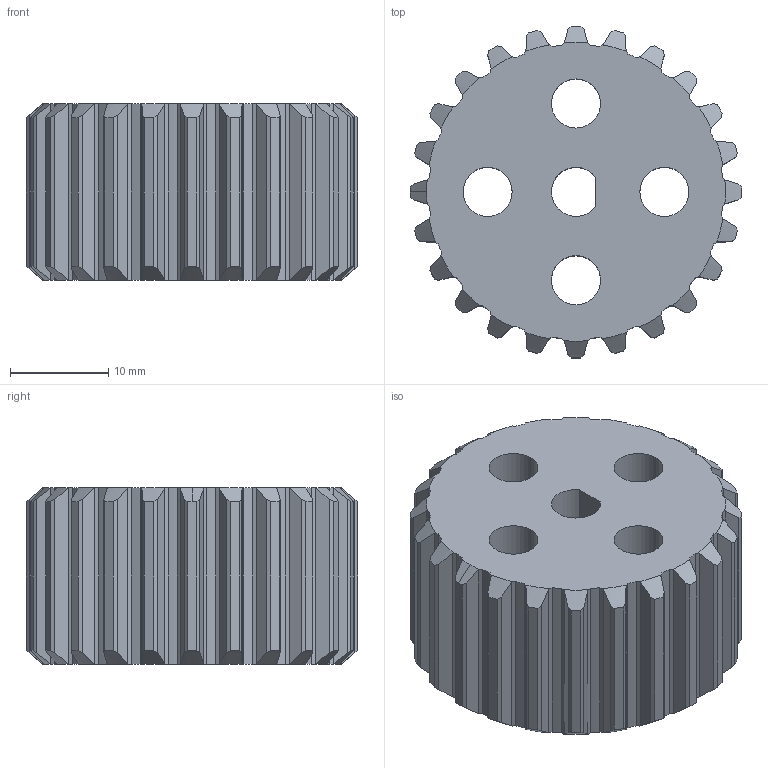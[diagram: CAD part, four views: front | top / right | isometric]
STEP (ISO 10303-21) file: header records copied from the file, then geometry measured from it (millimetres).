
FILE_DESCRIPTION (( 'STEP AP203' ), '1' );
FILE_NAME ('pinon3.STEP', '2020-04-15T04:57:56', ( '' ), ( '' ), 'SwSTEP 2.0', 'SolidWorks 2018', '' );
FILE_SCHEMA (( 'CONFIG_CONTROL_DESIGN' ));
Length unit declared in the file: millimetre
Products named in the file (1): pinon3
Bounding box: 33.79 x 33.79 x 18 mm (x, y, z)
Volume: 12506.4 mm3; surface area: 5453.7 mm2
Topology: 1 solids, 1 shells, 254 faces, 756 edges, 504 vertices
Faces by surface type: plane 147, cylinder 57, cone 50
Entity records: 8891 total; most frequent: CARTESIAN_POINT 2529, ORIENTED_EDGE 1512, DIRECTION 1044, EDGE_CURVE 756, VERTEX_POINT 504, AXIS2_PLACEMENT_3D 371, B_SPLINE_CURVE_WITH_KNOTS 338, VECTOR 302
